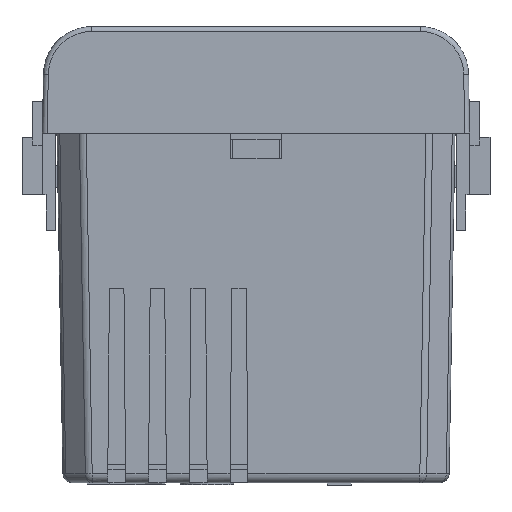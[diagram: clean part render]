
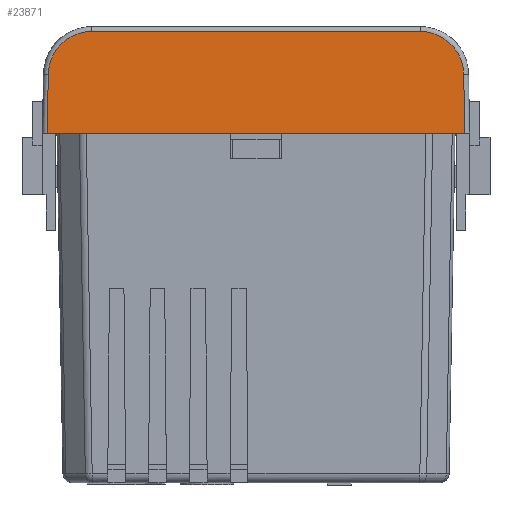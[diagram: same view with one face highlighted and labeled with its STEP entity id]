
A CAD part, left-side view. The second image highlights one B-rep face of the part: STEP entity #23871.
In plain terms, the highlighted planar face has unit normal (-1, 0, 0.018).
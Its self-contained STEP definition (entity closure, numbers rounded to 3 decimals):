
#74 =( BOUNDED_CURVE ( )  B_SPLINE_CURVE ( 3, ( #4410, #6709, #22192, #6799 ),
 .UNSPECIFIED., .F., .T. ) 
 B_SPLINE_CURVE_WITH_KNOTS ( ( 4, 4 ),
 ( 3.142, 4.695 ),
 .UNSPECIFIED. ) 
 CURVE ( )  GEOMETRIC_REPRESENTATION_ITEM ( )  RATIONAL_B_SPLINE_CURVE ( ( 1., 0.809, 0.809, 1. ) ) 
 REPRESENTATION_ITEM ( '' )  );
#83 = LINE ( 'NONE', #21924, #15650 ) ;
#567 = EDGE_CURVE ( 'NONE', #16129, #22854, #74, .T. ) ;
#575 = ORIENTED_EDGE ( 'NONE', *, *, #6419, .T. ) ;
#688 = ORIENTED_EDGE ( 'NONE', *, *, #20205, .T. ) ;
#751 = FACE_OUTER_BOUND ( 'NONE', #8368, .T. ) ;
#796 = VERTEX_POINT ( 'NONE', #6494 ) ;
#1267 = ORIENTED_EDGE ( 'NONE', *, *, #567, .T. ) ;
#1934 = CARTESIAN_POINT ( 'NONE',  ( -11., -22., 0. ) ) ;
#2241 = CARTESIAN_POINT ( 'NONE',  ( -10.817, -16.895, 10.509 ) ) ;
#2331 = CARTESIAN_POINT ( 'NONE',  ( -10.987, 21.487, 0.759 ) ) ;
#3443 =( BOUNDED_CURVE ( )  B_SPLINE_CURVE ( 3, ( #4205, #4508, #22184, #19957 ),
 .UNSPECIFIED., .F., .F. ) 
 B_SPLINE_CURVE_WITH_KNOTS ( ( 4, 4 ),
 ( 4.73, 6.283 ),
 .UNSPECIFIED. ) 
 CURVE ( )  GEOMETRIC_REPRESENTATION_ITEM ( )  RATIONAL_B_SPLINE_CURVE ( ( 1., 0.809, 0.809, 1. ) ) 
 REPRESENTATION_ITEM ( '' )  );
#3727 = LINE ( 'NONE', #8853, #19604 ) ;
#4205 = CARTESIAN_POINT ( 'NONE',  ( -10.894, -21.394, 6.087 ) ) ;
#4410 = CARTESIAN_POINT ( 'NONE',  ( -10.817, 16.895, 10.509 ) ) ;
#4508 = CARTESIAN_POINT ( 'NONE',  ( -10.848, -21.348, 8.687 ) ) ;
#4827 = VERTEX_POINT ( 'NONE', #2241 ) ;
#4904 = ORIENTED_EDGE ( 'NONE', *, *, #18876, .T. ) ;
#4970 = EDGE_CURVE ( 'NONE', #22854, #5110, #7394, .T. ) ;
#5110 = VERTEX_POINT ( 'NONE', #25129 ) ;
#5265 = PLANE ( 'NONE',  #5281 ) ;
#5281 = AXIS2_PLACEMENT_3D ( 'NONE', #27077, #7183, #7472 ) ;
#6419 = EDGE_CURVE ( 'NONE', #796, #4827, #3443, .T. ) ;
#6494 = CARTESIAN_POINT ( 'NONE',  ( -10.894, -21.394, 6.087 ) ) ;
#6709 = CARTESIAN_POINT ( 'NONE',  ( -10.817, 19.494, 10.509 ) ) ;
#6799 = CARTESIAN_POINT ( 'NONE',  ( -10.894, 21.394, 6.087 ) ) ;
#7183 = DIRECTION ( 'NONE',  ( -1., 0., 0.017 ) ) ;
#7394 = LINE ( 'NONE', #2331, #16766 ) ;
#7472 = DIRECTION ( 'NONE',  ( 0.017, 0., 1. ) ) ;
#8368 = EDGE_LOOP ( 'NONE', ( #4904, #688, #575, #22023, #1267, #12383 ) ) ;
#8853 = CARTESIAN_POINT ( 'NONE',  ( -10.817, 16.895, 10.509 ) ) ;
#9348 = CARTESIAN_POINT ( 'NONE',  ( -10.817, 16.895, 10.509 ) ) ;
#12383 = ORIENTED_EDGE ( 'NONE', *, *, #4970, .T. ) ;
#13350 = CARTESIAN_POINT ( 'NONE',  ( -10.894, 21.394, 6.087 ) ) ;
#13708 = VERTEX_POINT ( 'NONE', #15938 ) ;
#15650 = VECTOR ( 'NONE', #20008, 1000. ) ;
#15674 = DIRECTION ( 'NONE',  ( -0.017, 0.017, -1. ) ) ;
#15938 = CARTESIAN_POINT ( 'NONE',  ( -11., -21.5, 0. ) ) ;
#16129 = VERTEX_POINT ( 'NONE', #9348 ) ;
#16766 = VECTOR ( 'NONE', #15674, 1000. ) ;
#18876 = EDGE_CURVE ( 'NONE', #5110, #13708, #22993, .T. ) ;
#19604 = VECTOR ( 'NONE', #26428, 1000. ) ;
#19957 = CARTESIAN_POINT ( 'NONE',  ( -10.817, -16.895, 10.509 ) ) ;
#20008 = DIRECTION ( 'NONE',  ( 0.017, 0.017, 1. ) ) ;
#20205 = EDGE_CURVE ( 'NONE', #13708, #796, #83, .T. ) ;
#21924 = CARTESIAN_POINT ( 'NONE',  ( -11., -21.5, -0.009 ) ) ;
#22023 = ORIENTED_EDGE ( 'NONE', *, *, #22856, .T. ) ;
#22184 = CARTESIAN_POINT ( 'NONE',  ( -10.817, -19.494, 10.509 ) ) ;
#22192 = CARTESIAN_POINT ( 'NONE',  ( -10.848, 21.348, 8.687 ) ) ;
#22854 = VERTEX_POINT ( 'NONE', #13350 ) ;
#22856 = EDGE_CURVE ( 'NONE', #4827, #16129, #3727, .T. ) ;
#22993 = LINE ( 'NONE', #1934, #28207 ) ;
#23871 = ADVANCED_FACE ( 'NONE', ( #751 ), #5265, .T. ) ;
#25129 = CARTESIAN_POINT ( 'NONE',  ( -11., 21.5, 0. ) ) ;
#26428 = DIRECTION ( 'NONE',  ( 0., 1., 0. ) ) ;
#27077 = CARTESIAN_POINT ( 'NONE',  ( -11., -22., 0. ) ) ;
#28207 = VECTOR ( 'NONE', #28350, 1000. ) ;
#28350 = DIRECTION ( 'NONE',  ( 0., -1., 0. ) ) ;
